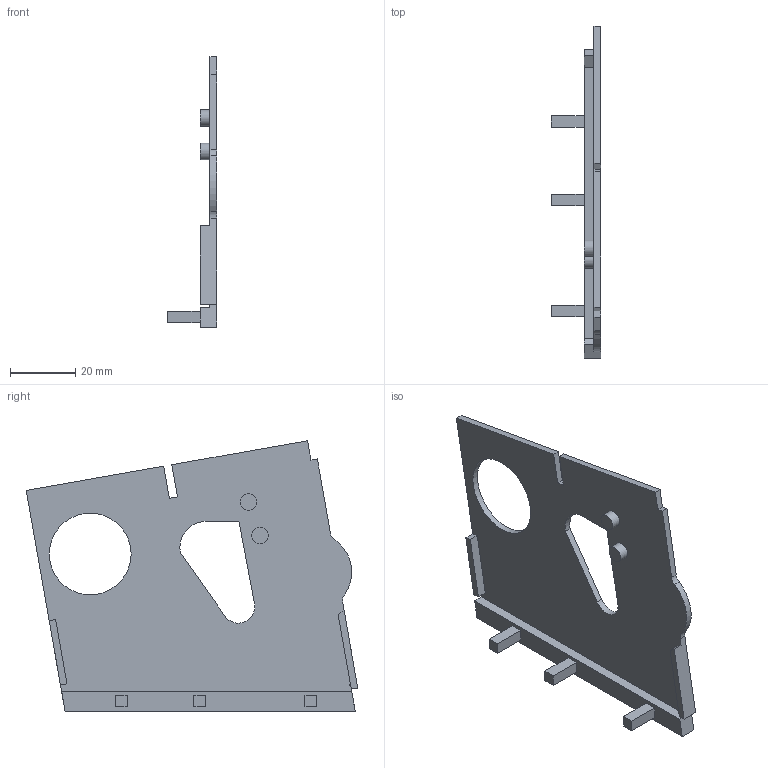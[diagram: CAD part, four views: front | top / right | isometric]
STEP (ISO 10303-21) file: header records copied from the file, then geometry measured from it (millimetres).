
FILE_DESCRIPTION(/* description */ (''),/* implementation_level */ '2;1');
FILE_NAME(/* name */ 'PanelRR.step',/* time_stamp */ '2026-01-01T13:40:06+01:00',/* author */ (''),/* organization */ (''),/* preprocessor_version */ 'ST-DEVELOPER v20.1',/* originating_system */ 'Autodesk Translation Framework v14.21.0.0',/* authorisation */ '');
FILE_SCHEMA (('AUTOMOTIVE_DESIGN { 1 0 10303 214 3 1 1 }'));
Length unit declared in the file: millimetre
Products named in the file (1): PanelRR
Bounding box: 15 x 101.47 x 82.75 mm (x, y, z)
Volume: 14153.3 mm3; surface area: 14212.5 mm2
Topology: 1 solids, 1 shells, 55 faces, 143 edges, 95 vertices
Faces by surface type: plane 45, cylinder 10
Full cylindrical faces by diameter (mm): 5 x2, 25 x1
Entity records: 1703 total; most frequent: CARTESIAN_POINT 294, ORIENTED_EDGE 286, DIRECTION 275, EDGE_CURVE 143, LINE 123, VECTOR 123, VERTEX_POINT 95, AXIS2_PLACEMENT_3D 76
